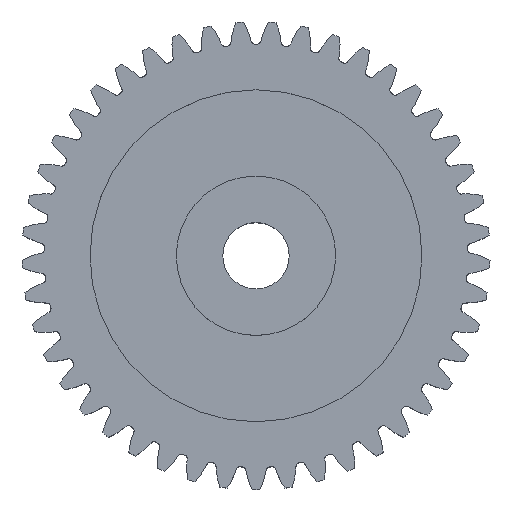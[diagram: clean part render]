
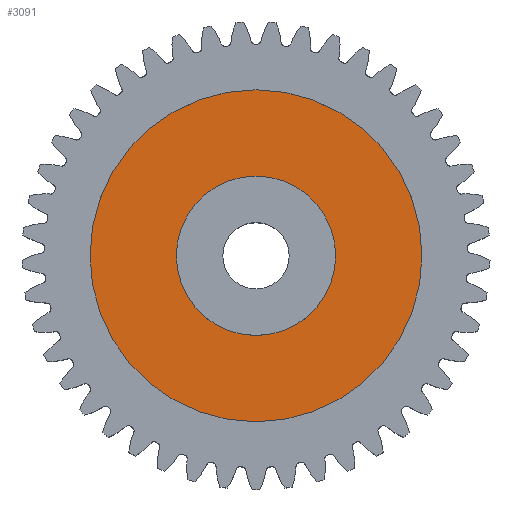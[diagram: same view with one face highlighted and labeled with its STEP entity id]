
A CAD part, top view. The second image highlights one B-rep face of the part: STEP entity #3091.
In plain terms, the highlighted planar face has unit normal (0, 0, 1).
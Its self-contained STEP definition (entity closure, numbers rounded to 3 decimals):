
#410 = VERTEX_POINT ( 'NONE', #4823 ) ;
#411 = EDGE_CURVE ( 'NONE', #410, #412, #4662, .T. ) ;
#412 = VERTEX_POINT ( 'NONE', #4670 ) ;
#540 = VERTEX_POINT ( 'NONE', #5040 ) ;
#541 = EDGE_CURVE ( 'NONE', #629, #540, #4911, .T. ) ;
#629 = VERTEX_POINT ( 'NONE', #5234 ) ;
#3087 = EDGE_LOOP ( 'NONE', ( #3105, #3093 ) ) ;
#3088 = EDGE_CURVE ( 'NONE', #540, #629, #9231, .T. ) ;
#3089 = ORIENTED_EDGE ( 'NONE', *, *, #541, .F. ) ;
#3091 = ADVANCED_FACE ( 'NONE', ( #9234, #9238 ), #9237, .F. ) ;
#3093 = ORIENTED_EDGE ( 'NONE', *, *, #3253, .T. ) ;
#3094 = EDGE_LOOP ( 'NONE', ( #3095, #3089 ) ) ;
#3095 = ORIENTED_EDGE ( 'NONE', *, *, #3088, .F. ) ;
#3105 = ORIENTED_EDGE ( 'NONE', *, *, #411, .T. ) ;
#3253 = EDGE_CURVE ( 'NONE', #412, #410, #9176, .T. ) ;
#4659 = DIRECTION ( 'NONE',  ( -1., 0., 0. ) ) ;
#4660 = DIRECTION ( 'NONE',  ( 0., 0., -1. ) ) ;
#4661 = AXIS2_PLACEMENT_3D ( 'NONE', #4664, #4660, #4659 ) ;
#4662 = CIRCLE ( 'NONE', #4661, 12. ) ;
#4664 = CARTESIAN_POINT ( 'NONE',  ( 0., 0., 8.5 ) ) ;
#4670 = CARTESIAN_POINT ( 'NONE',  ( 12., 0., 8.5 ) ) ;
#4823 = CARTESIAN_POINT ( 'NONE',  ( -12., 0., 8.5 ) ) ;
#4903 = DIRECTION ( 'NONE',  ( -1., 0., 0. ) ) ;
#4904 = DIRECTION ( 'NONE',  ( 0., 0., -1. ) ) ;
#4905 = CARTESIAN_POINT ( 'NONE',  ( 0., 0., 8.5 ) ) ;
#4906 = AXIS2_PLACEMENT_3D ( 'NONE', #4905, #4904, #4903 ) ;
#4911 = CIRCLE ( 'NONE', #4906, 25. ) ;
#5040 = CARTESIAN_POINT ( 'NONE',  ( -25., 0., 8.5 ) ) ;
#5234 = CARTESIAN_POINT ( 'NONE',  ( 25., 0., 8.5 ) ) ;
#9140 = CARTESIAN_POINT ( 'NONE',  ( 0., 0., 8.5 ) ) ;
#9171 = AXIS2_PLACEMENT_3D ( 'NONE', #9140, #9214, #9213 ) ;
#9176 = CIRCLE ( 'NONE', #9171, 12. ) ;
#9213 = DIRECTION ( 'NONE',  ( -1., 0., 0. ) ) ;
#9214 = DIRECTION ( 'NONE',  ( 0., 0., -1. ) ) ;
#9221 = DIRECTION ( 'NONE',  ( -1., 0., 0. ) ) ;
#9222 = DIRECTION ( 'NONE',  ( 0., 0., -1. ) ) ;
#9223 = CARTESIAN_POINT ( 'NONE',  ( 0., 0., 8.5 ) ) ;
#9224 = AXIS2_PLACEMENT_3D ( 'NONE', #9223, #9222, #9221 ) ;
#9227 = DIRECTION ( 'NONE',  ( -1., 0., 0. ) ) ;
#9228 = DIRECTION ( 'NONE',  ( 0., 0., -1. ) ) ;
#9229 = CARTESIAN_POINT ( 'NONE',  ( 0., 0., 8.5 ) ) ;
#9230 = AXIS2_PLACEMENT_3D ( 'NONE', #9229, #9228, #9227 ) ;
#9231 = CIRCLE ( 'NONE', #9230, 25. ) ;
#9234 = FACE_BOUND ( 'NONE', #3087, .T. ) ;
#9237 = PLANE ( 'NONE',  #9224 ) ;
#9238 = FACE_OUTER_BOUND ( 'NONE', #3094, .T. ) ;
